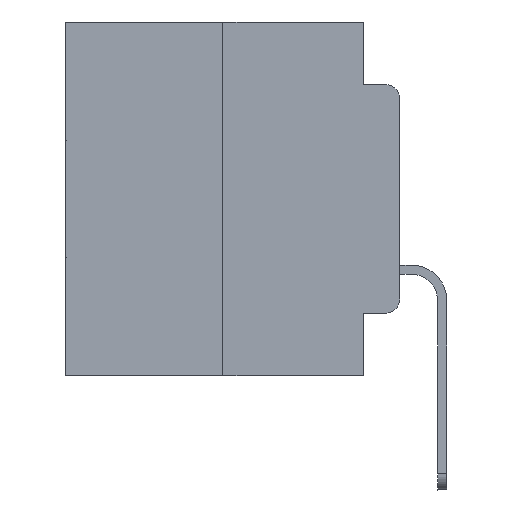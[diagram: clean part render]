
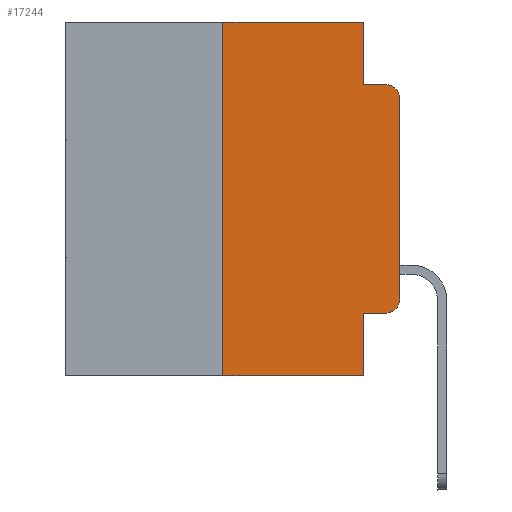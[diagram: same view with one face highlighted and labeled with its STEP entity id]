
A CAD part, left-side view. The second image highlights one B-rep face of the part: STEP entity #17244.
In plain terms, the highlighted planar face has unit normal (-1, 0, 0).
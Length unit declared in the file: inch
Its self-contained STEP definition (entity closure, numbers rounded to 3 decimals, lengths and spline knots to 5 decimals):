
#414 = LINE ( 'NONE', #21815, #3326 ) ;
#630 = CARTESIAN_POINT ( 'NONE',  ( 0., 0.02, -0.0885 ) ) ;
#1861 = CARTESIAN_POINT ( 'NONE',  ( 0., 0.473, 0. ) ) ;
#2107 = CARTESIAN_POINT ( 'NONE',  ( 0., 0.473, -0.5 ) ) ;
#2159 = VERTEX_POINT ( 'NONE', #18938 ) ;
#2531 = CARTESIAN_POINT ( 'NONE',  ( 0., 0.051, -0.0885 ) ) ;
#2539 = EDGE_CURVE ( 'NONE', #23584, #10322, #8415, .T. ) ;
#2642 = DIRECTION ( 'NONE',  ( 1., 0., 0. ) ) ;
#2793 = EDGE_CURVE ( 'NONE', #16159, #23584, #22340, .T. ) ;
#3148 = DIRECTION ( 'NONE',  ( -1., 0., 0. ) ) ;
#3326 = VECTOR ( 'NONE', #12975, 39.37008 ) ;
#3426 = CARTESIAN_POINT ( 'NONE',  ( 0., 0.051, 0. ) ) ;
#3452 = LINE ( 'NONE', #6075, #12656 ) ;
#3687 = ORIENTED_EDGE ( 'NONE', *, *, #26793, .F. ) ;
#3912 = EDGE_CURVE ( 'NONE', #14540, #26063, #17105, .T. ) ;
#4134 = EDGE_CURVE ( 'NONE', #10322, #2159, #9773, .T. ) ;
#4204 = ORIENTED_EDGE ( 'NONE', *, *, #10119, .T. ) ;
#4857 = VERTEX_POINT ( 'NONE', #630 ) ;
#5659 = DIRECTION ( 'NONE',  ( 0., 0., 1. ) ) ;
#5943 = CARTESIAN_POINT ( 'NONE',  ( 0., 0.25, -0.5 ) ) ;
#6059 = AXIS2_PLACEMENT_3D ( 'NONE', #24284, #3148, #9358 ) ;
#6075 = CARTESIAN_POINT ( 'NONE',  ( 0., 0., 0. ) ) ;
#7396 = EDGE_CURVE ( 'NONE', #23227, #17570, #22073, .T. ) ;
#7427 = DIRECTION ( 'NONE',  ( 0., 0., 1. ) ) ;
#7878 = DIRECTION ( 'NONE',  ( -1., 0., 0. ) ) ;
#7957 = ORIENTED_EDGE ( 'NONE', *, *, #3912, .F. ) ;
#8358 = DIRECTION ( 'NONE',  ( 0., 0., -1. ) ) ;
#8415 = LINE ( 'NONE', #10480, #8706 ) ;
#8696 = DIRECTION ( 'NONE',  ( 0., 0., -1. ) ) ;
#8706 = VECTOR ( 'NONE', #12562, 39.37008 ) ;
#9089 = CARTESIAN_POINT ( 'NONE',  ( 0., 0.25, 0. ) ) ;
#9358 = DIRECTION ( 'NONE',  ( 0., 0., -1. ) ) ;
#9655 = ORIENTED_EDGE ( 'NONE', *, *, #16206, .T. ) ;
#9773 = LINE ( 'NONE', #3426, #23382 ) ;
#9799 = ORIENTED_EDGE ( 'NONE', *, *, #4134, .F. ) ;
#9957 = DIRECTION ( 'NONE',  ( 0., 0., -1. ) ) ;
#10119 = EDGE_CURVE ( 'NONE', #16159, #26063, #25055, .T. ) ;
#10322 = VERTEX_POINT ( 'NONE', #23716 ) ;
#10480 = CARTESIAN_POINT ( 'NONE',  ( 0., 0.473, 0. ) ) ;
#10762 = VERTEX_POINT ( 'NONE', #21329 ) ;
#10949 = LINE ( 'NONE', #2531, #20807 ) ;
#12185 = CARTESIAN_POINT ( 'NONE',  ( 0., 0.051, -0.4115 ) ) ;
#12562 = DIRECTION ( 'NONE',  ( 0., -1., 0. ) ) ;
#12656 = VECTOR ( 'NONE', #5659, 39.37008 ) ;
#12693 = CARTESIAN_POINT ( 'NONE',  ( 0., 0., -0.3915 ) ) ;
#12975 = DIRECTION ( 'NONE',  ( 0., -1., 0. ) ) ;
#14009 = EDGE_CURVE ( 'NONE', #14540, #23227, #414, .T. ) ;
#14540 = VERTEX_POINT ( 'NONE', #12185 ) ;
#14813 = DIRECTION ( 'NONE',  ( 0., -1., 0. ) ) ;
#15152 = VECTOR ( 'NONE', #14813, 39.37008 ) ;
#16159 = VERTEX_POINT ( 'NONE', #5943 ) ;
#16206 = EDGE_CURVE ( 'NONE', #17570, #10762, #3452, .T. ) ;
#16485 = EDGE_CURVE ( 'NONE', #10762, #4857, #17523, .T. ) ;
#16643 = FACE_OUTER_BOUND ( 'NONE', #21073, .T. ) ;
#16787 = AXIS2_PLACEMENT_3D ( 'NONE', #25146, #7878, #9957 ) ;
#17105 = LINE ( 'NONE', #25960, #18328 ) ;
#17244 = ADVANCED_FACE ( 'NONE', ( #16643 ), #21564, .F. ) ;
#17291 = VECTOR ( 'NONE', #7427, 39.37008 ) ;
#17523 = CIRCLE ( 'NONE', #6059, 0.02 ) ;
#17570 = VERTEX_POINT ( 'NONE', #12693 ) ;
#18011 = ORIENTED_EDGE ( 'NONE', *, *, #7396, .T. ) ;
#18328 = VECTOR ( 'NONE', #8696, 39.37008 ) ;
#18471 = ORIENTED_EDGE ( 'NONE', *, *, #2539, .F. ) ;
#18938 = CARTESIAN_POINT ( 'NONE',  ( 0., 0.051, -0.0885 ) ) ;
#19373 = DIRECTION ( 'NONE',  ( 0., -1., 0. ) ) ;
#19597 = ORIENTED_EDGE ( 'NONE', *, *, #14009, .T. ) ;
#20807 = VECTOR ( 'NONE', #19373, 39.37008 ) ;
#21073 = EDGE_LOOP ( 'NONE', ( #9655, #24486, #3687, #9799, #18471, #21081, #4204, #7957, #19597, #18011 ) ) ;
#21081 = ORIENTED_EDGE ( 'NONE', *, *, #2793, .F. ) ;
#21329 = CARTESIAN_POINT ( 'NONE',  ( 0., 0., -0.1085 ) ) ;
#21564 = PLANE ( 'NONE',  #23291 ) ;
#21815 = CARTESIAN_POINT ( 'NONE',  ( 0., 0.051, -0.4115 ) ) ;
#22073 = CIRCLE ( 'NONE', #16787, 0.02 ) ;
#22340 = LINE ( 'NONE', #26497, #17291 ) ;
#23227 = VERTEX_POINT ( 'NONE', #26513 ) ;
#23291 = AXIS2_PLACEMENT_3D ( 'NONE', #1861, #2642, #8358 ) ;
#23382 = VECTOR ( 'NONE', #26504, 39.37008 ) ;
#23584 = VERTEX_POINT ( 'NONE', #9089 ) ;
#23716 = CARTESIAN_POINT ( 'NONE',  ( 0., 0.051, 0. ) ) ;
#24284 = CARTESIAN_POINT ( 'NONE',  ( 0., 0.02, -0.1085 ) ) ;
#24486 = ORIENTED_EDGE ( 'NONE', *, *, #16485, .T. ) ;
#25055 = LINE ( 'NONE', #2107, #15152 ) ;
#25146 = CARTESIAN_POINT ( 'NONE',  ( 0., 0.02, -0.3915 ) ) ;
#25710 = CARTESIAN_POINT ( 'NONE',  ( 0., 0.051, -0.5 ) ) ;
#25960 = CARTESIAN_POINT ( 'NONE',  ( 0., 0.051, 0. ) ) ;
#26063 = VERTEX_POINT ( 'NONE', #25710 ) ;
#26497 = CARTESIAN_POINT ( 'NONE',  ( 0., 0.25, 0. ) ) ;
#26504 = DIRECTION ( 'NONE',  ( 0., 0., -1. ) ) ;
#26513 = CARTESIAN_POINT ( 'NONE',  ( 0., 0.02, -0.4115 ) ) ;
#26793 = EDGE_CURVE ( 'NONE', #2159, #4857, #10949, .T. ) ;
